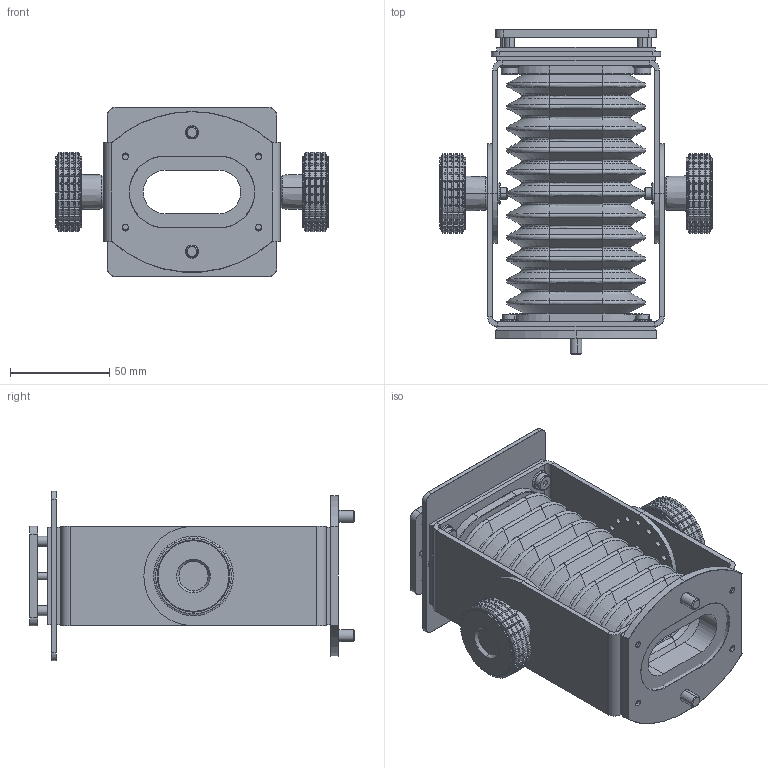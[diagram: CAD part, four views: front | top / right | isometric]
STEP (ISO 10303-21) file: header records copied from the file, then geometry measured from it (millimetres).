
FILE_DESCRIPTION (( 'STEP AP214' ), '1' );
FILE_NAME ('50020004.STEP', '2008-10-29T14:22:39', ( ' ' ), ( '' ), 'SwSTEP 2.0', 'SolidWorks 2008', '' );
FILE_SCHEMA (( 'AUTOMOTIVE_DESIGN' ));
Length unit declared in the file: millimetre
Products named in the file (17): 93073_Standard; 95512_Standard; 94660_Faltenbalg eingebaut; 50020004; 95508_Standard; 95510_Standard; 95511_Standard; 83258_Standard; Einpressmutter S-M6-1_Standard; 93257_Standard; 93652_Standard; 98676_Standard; 82373_Standard; 94752_Standard; 83257_Standard; 95509_Standard
Assembly tree (34 placements, depth 3):
  50020004
    94660_Faltenbalg eingebaut
    94752_Standard  x2
    82373_Standard  x3
    83258_Standard  x4
    93652_Standard  x4
    83257_Standard  x4
    93257_Standard  x4
    93073_Standard  x2
    95512_Standard
    98676_Standard  x2
    95510_Standard
    95508_Standard
      95508_Standard
      Einpressmutter S-M6-1_Standard  x2
    95509_Standard
    95511_Standard
Bounding box: 137 x 163.5 x 85.2 mm (x, y, z)
Volume: 204627.2 mm3; surface area: 193706.7 mm2
Topology: 35 solids, 35 shells, 2581 faces, 6317 edges, 3826 vertices
Faces by surface type: cylinder 867, cone 658, plane 540, bspline 330, torus 146, sphere 40
Entity records: 82289 total; most frequent: CARTESIAN_POINT 35878, ORIENTED_EDGE 7940, DIRECTION 7374, EDGE_CURVE 3970, AXIS2_PLACEMENT_3D 2965, VERTEX_POINT 2378, EDGE_LOOP 1850, ADVANCED_FACE 1677
